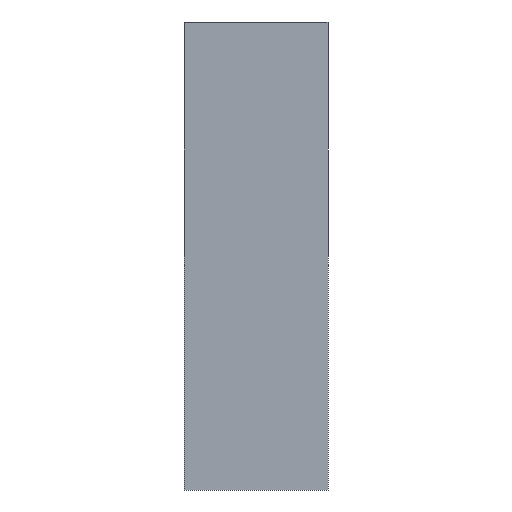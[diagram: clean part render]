
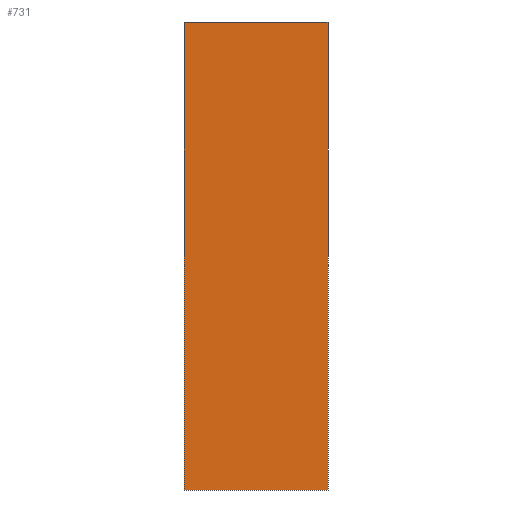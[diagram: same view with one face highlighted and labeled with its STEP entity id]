
A CAD part, left-side view. The second image highlights one B-rep face of the part: STEP entity #731.
In plain terms, the highlighted face is planar.
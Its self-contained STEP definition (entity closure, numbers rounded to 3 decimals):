
#23 = LINE ( 'NONE', #400, #144 ) ;
#38 = CARTESIAN_POINT ( 'NONE',  ( 59., 20., -5. ) ) ;
#47 = VECTOR ( 'NONE', #73, 1000. ) ;
#63 = EDGE_CURVE ( 'NONE', #734, #249, #23, .T. ) ;
#73 = DIRECTION ( 'NONE',  ( 1., 0., 0. ) ) ;
#89 = AXIS2_PLACEMENT_3D ( 'NONE', #464, #715, #283 ) ;
#133 = EDGE_LOOP ( 'NONE', ( #634, #307, #786, #629 ) ) ;
#140 = CARTESIAN_POINT ( 'NONE',  ( 65., 20., -5. ) ) ;
#144 = VECTOR ( 'NONE', #653, 1000. ) ;
#153 = CARTESIAN_POINT ( 'NONE',  ( -65., 20., -5. ) ) ;
#175 = CARTESIAN_POINT ( 'NONE',  ( 65., -20., -5. ) ) ;
#193 = EDGE_CURVE ( 'NONE', #484, #777, #305, .T. ) ;
#249 = VERTEX_POINT ( 'NONE', #424 ) ;
#283 = DIRECTION ( 'NONE',  ( -1., 0., 0. ) ) ;
#305 = LINE ( 'NONE', #357, #353 ) ;
#307 = ORIENTED_EDGE ( 'NONE', *, *, #63, .F. ) ;
#323 = CARTESIAN_POINT ( 'NONE',  ( 59., -20., -5. ) ) ;
#353 = VECTOR ( 'NONE', #613, 1000. ) ;
#357 = CARTESIAN_POINT ( 'NONE',  ( 65., -14., -5. ) ) ;
#400 = CARTESIAN_POINT ( 'NONE',  ( -65., -14., -5. ) ) ;
#420 = LINE ( 'NONE', #38, #699 ) ;
#424 = CARTESIAN_POINT ( 'NONE',  ( -65., -20., -5. ) ) ;
#452 = LINE ( 'NONE', #323, #47 ) ;
#464 = CARTESIAN_POINT ( 'NONE',  ( -59., -14., -5. ) ) ;
#484 = VERTEX_POINT ( 'NONE', #175 ) ;
#532 = EDGE_CURVE ( 'NONE', #249, #484, #452, .T. ) ;
#543 = FACE_OUTER_BOUND ( 'NONE', #133, .T. ) ;
#550 = DIRECTION ( 'NONE',  ( -1., 0., 0. ) ) ;
#613 = DIRECTION ( 'NONE',  ( 0., 1., 0. ) ) ;
#629 = ORIENTED_EDGE ( 'NONE', *, *, #193, .F. ) ;
#634 = ORIENTED_EDGE ( 'NONE', *, *, #532, .F. ) ;
#653 = DIRECTION ( 'NONE',  ( 0., -1., 0. ) ) ;
#670 = PLANE ( 'NONE',  #89 ) ;
#699 = VECTOR ( 'NONE', #550, 1000. ) ;
#715 = DIRECTION ( 'NONE',  ( 0., 0., -1. ) ) ;
#731 = ADVANCED_FACE ( 'NONE', ( #543 ), #670, .T. ) ;
#734 = VERTEX_POINT ( 'NONE', #153 ) ;
#777 = VERTEX_POINT ( 'NONE', #140 ) ;
#786 = ORIENTED_EDGE ( 'NONE', *, *, #805, .F. ) ;
#805 = EDGE_CURVE ( 'NONE', #777, #734, #420, .T. ) ;
